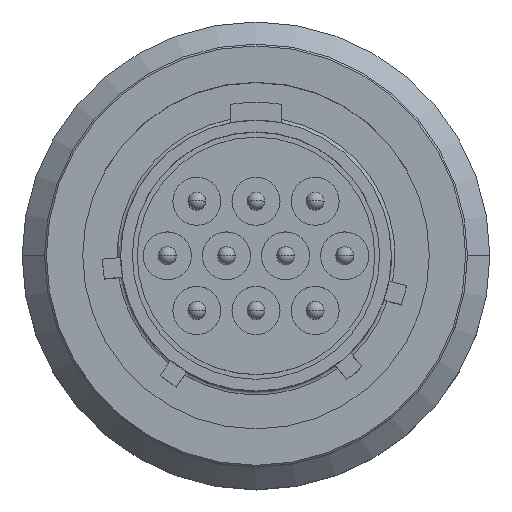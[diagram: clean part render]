
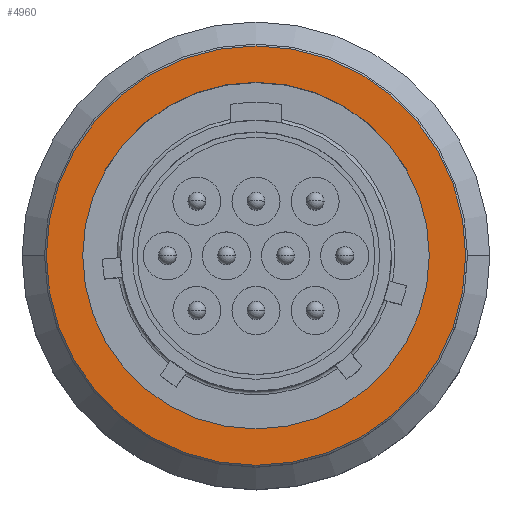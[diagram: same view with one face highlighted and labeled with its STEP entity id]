
A CAD part, top view. The second image highlights one B-rep face of the part: STEP entity #4960.
In plain terms, the highlighted planar face has unit normal (0, 0, 1).
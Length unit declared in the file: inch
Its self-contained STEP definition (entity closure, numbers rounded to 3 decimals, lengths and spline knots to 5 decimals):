
#840=CARTESIAN_POINT('',(0.,0.,0.39567));
#841=DIRECTION('',(0.,0.,1.));
#842=DIRECTION('',(1.,0.,0.));
#843=AXIS2_PLACEMENT_3D('',#840,#841,#842);
#845=CARTESIAN_POINT('',(0.,0.,0.39567));
#846=DIRECTION('',(0.,0.,1.));
#847=DIRECTION('',(-1.,0.,0.));
#848=AXIS2_PLACEMENT_3D('',#845,#846,#847);
#850=CARTESIAN_POINT('',(0.,0.,0.39567));
#851=DIRECTION('',(0.,0.,1.));
#852=DIRECTION('',(1.,0.,0.));
#853=AXIS2_PLACEMENT_3D('',#850,#851,#852);
#868=CARTESIAN_POINT('',(0.,0.,0.39567));
#869=DIRECTION('',(0.,0.,1.));
#870=DIRECTION('',(-1.,0.,0.));
#871=AXIS2_PLACEMENT_3D('',#868,#869,#870);
#3374=CARTESIAN_POINT('',(-0.46063,0.,0.39567));
#3375=CARTESIAN_POINT('',(0.46063,0.,0.39567));
#3376=VERTEX_POINT('',#3374);
#3377=VERTEX_POINT('',#3375);
#3382=CARTESIAN_POINT('',(0.38071,0.,0.39567));
#3383=CARTESIAN_POINT('',(-0.38071,0.,0.39567));
#3384=VERTEX_POINT('',#3382);
#3385=VERTEX_POINT('',#3383);
#4945=CARTESIAN_POINT('',(0.,0.,0.39567));
#4946=DIRECTION('',(0.,0.,-1.));
#4947=DIRECTION('',(1.,0.,0.));
#4948=AXIS2_PLACEMENT_3D('',#4945,#4946,#4947);
#4949=PLANE('',#4948);
#4951=ORIENTED_EDGE('',*,*,#4950,.F.);
#4953=ORIENTED_EDGE('',*,*,#4952,.F.);
#4954=EDGE_LOOP('',(#4951,#4953));
#4955=FACE_OUTER_BOUND('',#4954,.F.);
#4956=ORIENTED_EDGE('',*,*,#4925,.T.);
#4957=ORIENTED_EDGE('',*,*,#4939,.T.);
#4958=EDGE_LOOP('',(#4956,#4957));
#4959=FACE_BOUND('',#4958,.F.);
#4960=ADVANCED_FACE('',(#4955,#4959),#4949,.F.);
#844=CIRCLE('',#843,0.38071);
#849=CIRCLE('',#848,0.38071);
#854=CIRCLE('',#853,0.46063);
#872=CIRCLE('',#871,0.46063);
#4925=EDGE_CURVE('',#3384,#3385,#844,.T.);
#4939=EDGE_CURVE('',#3385,#3384,#849,.T.);
#4950=EDGE_CURVE('',#3377,#3376,#854,.T.);
#4952=EDGE_CURVE('',#3376,#3377,#872,.T.);
